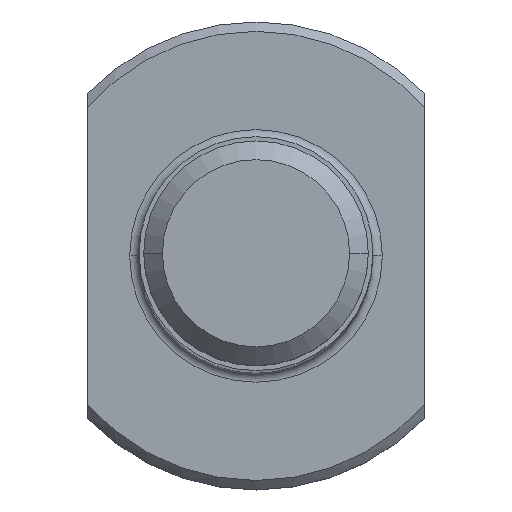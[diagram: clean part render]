
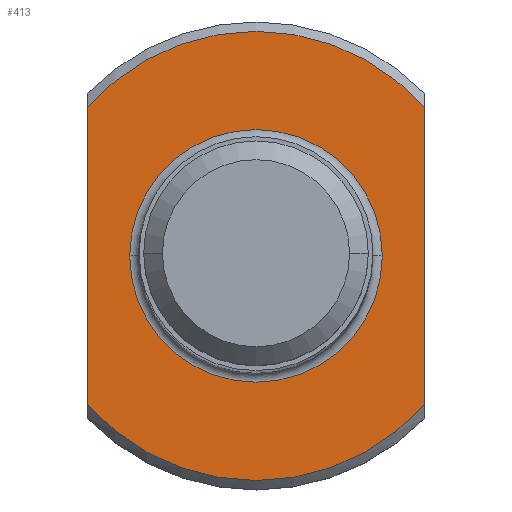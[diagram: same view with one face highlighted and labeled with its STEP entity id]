
A CAD part, top view. The second image highlights one B-rep face of the part: STEP entity #413.
In plain terms, the highlighted planar face has unit normal (0, 0, 1).
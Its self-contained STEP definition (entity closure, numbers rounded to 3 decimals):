
#62=CARTESIAN_POINT('',(0.,0.,-164.));
#63=DIRECTION('',(0.,0.,1.));
#64=DIRECTION('',(-1.,0.,0.));
#65=AXIS2_PLACEMENT_3D('',#62,#63,#64);
#67=CARTESIAN_POINT('',(0.,0.,-164.));
#68=DIRECTION('',(0.,0.,1.));
#69=DIRECTION('',(1.,0.,0.));
#70=AXIS2_PLACEMENT_3D('',#67,#68,#69);
#72=DIRECTION('',(0.,-1.,0.));
#73=VECTOR('',#72,31.749);
#74=CARTESIAN_POINT('',(-18.,15.875,-164.));
#75=LINE('',#74,#73);
#76=CARTESIAN_POINT('',(0.,0.,-164.));
#77=DIRECTION('',(0.,0.,-1.));
#78=DIRECTION('',(-0.75,0.661,0.));
#79=AXIS2_PLACEMENT_3D('',#76,#77,#78);
#81=DIRECTION('',(0.,-1.,0.));
#82=VECTOR('',#81,31.749);
#83=CARTESIAN_POINT('',(18.,15.875,-164.));
#84=LINE('',#83,#82);
#85=CARTESIAN_POINT('',(0.,0.,-164.));
#86=DIRECTION('',(0.,0.,-1.));
#87=DIRECTION('',(0.75,-0.661,0.));
#88=AXIS2_PLACEMENT_3D('',#85,#86,#87);
#239=CARTESIAN_POINT('',(-13.5,0.,-164.));
#240=CARTESIAN_POINT('',(13.5,0.,-164.));
#241=VERTEX_POINT('',#239);
#242=VERTEX_POINT('',#240);
#247=CARTESIAN_POINT('',(-18.,15.875,-164.));
#248=CARTESIAN_POINT('',(-18.,-15.875,-164.));
#249=VERTEX_POINT('',#247);
#250=VERTEX_POINT('',#248);
#251=CARTESIAN_POINT('',(18.,15.875,-164.));
#252=CARTESIAN_POINT('',(18.,-15.875,-164.));
#253=VERTEX_POINT('',#251);
#254=VERTEX_POINT('',#252);
#393=CARTESIAN_POINT('',(0.,0.,-164.));
#394=DIRECTION('',(0.,0.,-1.));
#395=DIRECTION('',(1.,0.,0.));
#396=AXIS2_PLACEMENT_3D('',#393,#394,#395);
#397=PLANE('',#396);
#399=ORIENTED_EDGE('',*,*,#398,.F.);
#401=ORIENTED_EDGE('',*,*,#400,.T.);
#403=ORIENTED_EDGE('',*,*,#402,.T.);
#405=ORIENTED_EDGE('',*,*,#404,.T.);
#406=EDGE_LOOP('',(#399,#401,#403,#405));
#407=FACE_OUTER_BOUND('',#406,.F.);
#408=ORIENTED_EDGE('',*,*,#383,.T.);
#410=ORIENTED_EDGE('',*,*,#409,.T.);
#411=EDGE_LOOP('',(#408,#410));
#412=FACE_BOUND('',#411,.F.);
#413=ADVANCED_FACE('',(#407,#412),#397,.F.);
#66=CIRCLE('',#65,13.5);
#71=CIRCLE('',#70,13.5);
#80=CIRCLE('',#79,24.);
#89=CIRCLE('',#88,24.);
#383=EDGE_CURVE('',#241,#242,#66,.T.);
#398=EDGE_CURVE('',#249,#250,#75,.T.);
#400=EDGE_CURVE('',#249,#253,#80,.T.);
#402=EDGE_CURVE('',#253,#254,#84,.T.);
#404=EDGE_CURVE('',#254,#250,#89,.T.);
#409=EDGE_CURVE('',#242,#241,#71,.T.);
